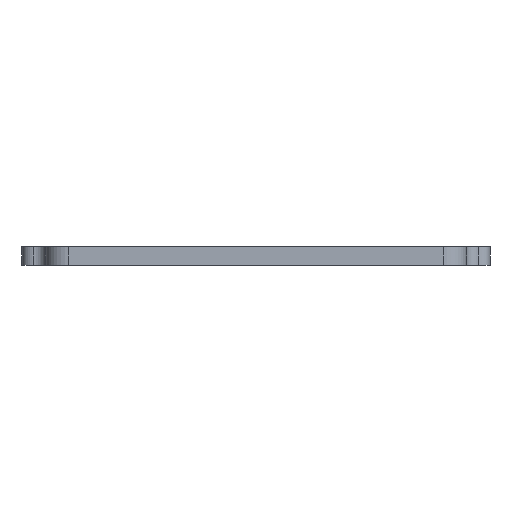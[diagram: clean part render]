
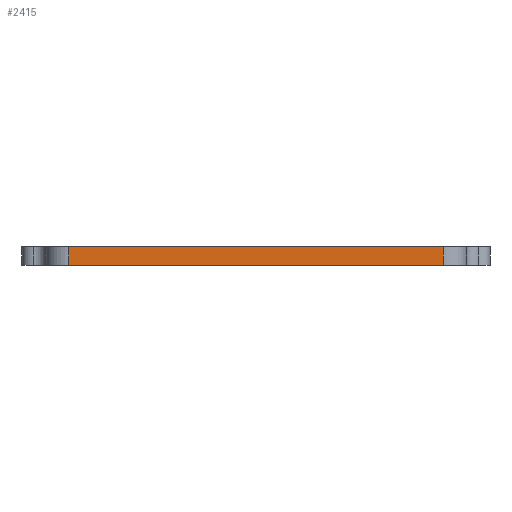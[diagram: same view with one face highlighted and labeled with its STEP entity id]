
A CAD part, front view. The second image highlights one B-rep face of the part: STEP entity #2415.
In plain terms, the highlighted planar face has unit normal (0, -1, 0).
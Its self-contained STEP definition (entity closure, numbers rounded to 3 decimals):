
#135=PLANE('',#2729);
#184=FACE_OUTER_BOUND('',#391,.T.);
#391=EDGE_LOOP('',(#1902,#1903,#1904,#1905));
#508=LINE('',#3758,#631);
#516=LINE('',#3930,#639);
#547=LINE('',#4158,#670);
#548=LINE('',#4160,#671);
#631=VECTOR('',#2926,10.);
#639=VECTOR('',#3094,10.);
#670=VECTOR('',#3339,10.);
#671=VECTOR('',#3342,10.);
#999=VERTEX_POINT('',#3755);
#1000=VERTEX_POINT('',#3757);
#1083=VERTEX_POINT('',#3927);
#1084=VERTEX_POINT('',#3929);
#1263=EDGE_CURVE('',#999,#1000,#508,.T.);
#1349=EDGE_CURVE('',#1083,#1084,#516,.T.);
#1464=EDGE_CURVE('',#1084,#999,#547,.T.);
#1465=EDGE_CURVE('',#1000,#1083,#548,.T.);
#1902=ORIENTED_EDGE('',*,*,#1464,.F.);
#1903=ORIENTED_EDGE('',*,*,#1349,.F.);
#1904=ORIENTED_EDGE('',*,*,#1465,.F.);
#1905=ORIENTED_EDGE('',*,*,#1263,.F.);
#2415=ADVANCED_FACE('',(#184),#135,.T.);
#2729=AXIS2_PLACEMENT_3D('',#4159,#3340,#3341);
#2926=DIRECTION('',(-1.,0.,0.));
#3094=DIRECTION('',(1.,0.,0.));
#3339=DIRECTION('',(0.,0.,-1.));
#3340=DIRECTION('center_axis',(0.,-1.,0.));
#3341=DIRECTION('ref_axis',(1.,0.,0.));
#3342=DIRECTION('',(0.,0.,1.));
#3755=CARTESIAN_POINT('',(80.,-170.,-4.));
#3757=CARTESIAN_POINT('',(-80.,-170.,-4.));
#3758=CARTESIAN_POINT('',(-90.,-170.,-4.));
#3927=CARTESIAN_POINT('',(-80.,-170.,4.));
#3929=CARTESIAN_POINT('',(80.,-170.,4.));
#3930=CARTESIAN_POINT('',(-90.,-170.,4.));
#4158=CARTESIAN_POINT('',(80.,-170.,0.));
#4159=CARTESIAN_POINT('Origin',(-90.,-170.,0.));
#4160=CARTESIAN_POINT('',(-80.,-170.,0.));
